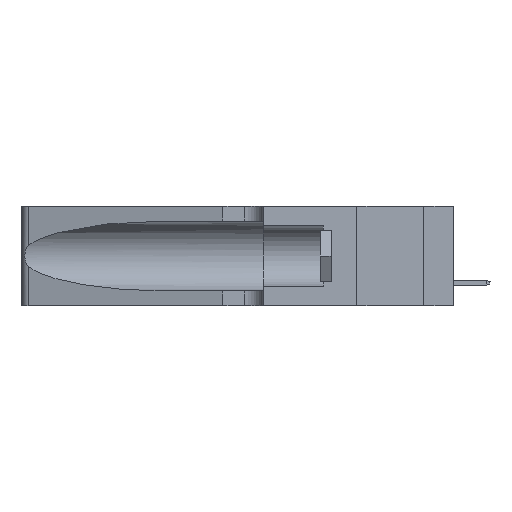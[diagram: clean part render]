
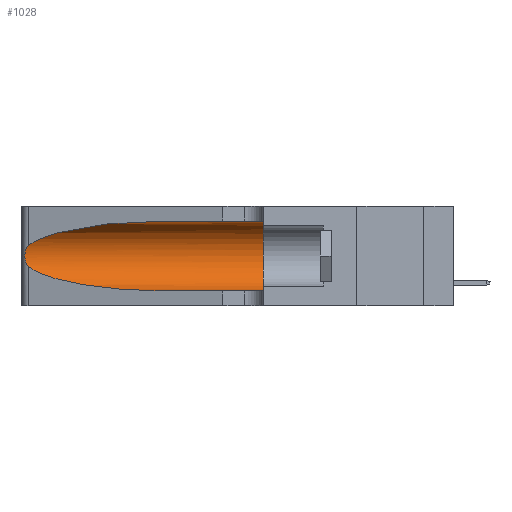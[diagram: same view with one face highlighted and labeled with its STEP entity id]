
A CAD part, left-side view. The second image highlights one B-rep face of the part: STEP entity #1028.
In plain terms, the highlighted cylindrical face has radius 3.308 mm (diameter 6.617 mm), a partial arc.
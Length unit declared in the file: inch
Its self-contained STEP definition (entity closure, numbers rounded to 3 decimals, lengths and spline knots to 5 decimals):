
#966 = CARTESIAN_POINT ( 'NONE',  ( 0.18966, 0.96281, 0.31525 ) ) ;
#1006 = CARTESIAN_POINT ( 'NONE',  ( 0.25555, 1.22993, 0.14849 ) ) ;
#1028 = ADVANCED_FACE ( 'NONE', ( #14531 ), #5042, .F. ) ;
#1523 = CARTESIAN_POINT ( 'NONE',  ( 0.25487, 1.22718, 0.14631 ) ) ;
#1845 = EDGE_CURVE ( 'NONE', #16263, #11227, #24601, .T. ) ;
#1923 = EDGE_LOOP ( 'NONE', ( #20527, #27925, #25372, #22171, #2022, #23635 ) ) ;
#2022 = ORIENTED_EDGE ( 'NONE', *, *, #22745, .F. ) ;
#2151 = DIRECTION ( 'NONE',  ( 0., -1., 0. ) ) ;
#2231 = CARTESIAN_POINT ( 'NONE',  ( 0.1305, 0.72297, 0.05475 ) ) ;
#2992 = CARTESIAN_POINT ( 'NONE',  ( 0.26018, 1.23835, 0.19895 ) ) ;
#4217 = CARTESIAN_POINT ( 'NONE',  ( 0.25487, 1.22718, 0.22369 ) ) ;
#4954 = CIRCLE ( 'NONE', #16435, 0.13025 ) ;
#5026 = CARTESIAN_POINT ( 'NONE',  ( 0.1305, 0.35, 0.05475 ) ) ;
#5042 = CYLINDRICAL_SURFACE ( 'NONE', #17925, 0.13025 ) ;
#5488 = CARTESIAN_POINT ( 'NONE',  ( 0.25487, 1.22718, 0.22369 ) ) ;
#5595 = CARTESIAN_POINT ( 'NONE',  ( 0.26017, 1.23833, 0.17102 ) ) ;
#5743 = CARTESIAN_POINT ( 'NONE',  ( 0.26075, 1.23896, 0.178 ) ) ;
#8450 = DIRECTION ( 'NONE',  ( 0., 1., 0. ) ) ;
#8860 = CARTESIAN_POINT ( 'NONE',  ( 0.1305, 1.61858, 0.05475 ) ) ;
#9577 = CARTESIAN_POINT ( 'NONE',  ( 0.2373, 1.15595, 0.08982 ) ) ;
#11227 = VERTEX_POINT ( 'NONE', #21311 ) ;
#11737 = CARTESIAN_POINT ( 'NONE',  ( 0.2373, 1.15595, 0.28018 ) ) ;
#12072 = CARTESIAN_POINT ( 'NONE',  ( 0.1305, 1.61858, 0.185 ) ) ;
#12407 = DIRECTION ( 'NONE',  ( 0., -1., 0. ) ) ;
#12595 = CARTESIAN_POINT ( 'NONE',  ( 0.1305, 1.61858, 0.31525 ) ) ;
#12784 = CARTESIAN_POINT ( 'NONE',  ( 0.25487, 1.22718, 0.14631 ) ) ;
#13074 = VERTEX_POINT ( 'NONE', #1523 ) ;
#13262 = CARTESIAN_POINT ( 'NONE',  ( 0.25789, 1.23486, 0.15765 ) ) ;
#13429 = CARTESIAN_POINT ( 'NONE',  ( 0.25854, 1.2359, 0.20912 ) ) ;
#14531 = FACE_OUTER_BOUND ( 'NONE', #1923, .T. ) ;
#15164 = EDGE_CURVE ( 'NONE', #16263, #25359, #15225, .T. ) ;
#15225 =( BOUNDED_CURVE ( )  B_SPLINE_CURVE ( 3, ( #23253, #966, #11737, #4217 ),
 .UNSPECIFIED., .F., .T. ) 
 B_SPLINE_CURVE_WITH_KNOTS ( ( 4, 4 ),
 ( 1.5708, 2.84003 ),
 .UNSPECIFIED. ) 
 CURVE ( )  GEOMETRIC_REPRESENTATION_ITEM ( )  RATIONAL_B_SPLINE_CURVE ( ( 1., 0.87, 0.87, 1. ) ) 
 REPRESENTATION_ITEM ( '' )  );
#15365 = CARTESIAN_POINT ( 'NONE',  ( 0.1305, 0.72297, 0.05475 ) ) ;
#15793 = CARTESIAN_POINT ( 'NONE',  ( 0.1305, 0.35, 0.185 ) ) ;
#15855 = CARTESIAN_POINT ( 'NONE',  ( 0.25555, 1.22994, 0.2215 ) ) ;
#16263 = VERTEX_POINT ( 'NONE', #20509 ) ;
#16399 = VECTOR ( 'NONE', #22470, 39.37008 ) ;
#16435 = AXIS2_PLACEMENT_3D ( 'NONE', #15793, #8450, #18222 ) ;
#17100 = DIRECTION ( 'NONE',  ( 0., 0., -1. ) ) ;
#17925 = AXIS2_PLACEMENT_3D ( 'NONE', #12072, #12407, #17100 ) ;
#18126 = CARTESIAN_POINT ( 'NONE',  ( 0.25487, 1.22718, 0.22369 ) ) ;
#18222 = DIRECTION ( 'NONE',  ( 0., 0., 1. ) ) ;
#19287 = VERTEX_POINT ( 'NONE', #15365 ) ;
#20478 = EDGE_CURVE ( 'NONE', #19287, #29868, #31112, .T. ) ;
#20509 = CARTESIAN_POINT ( 'NONE',  ( 0.1305, 0.72297, 0.31525 ) ) ;
#20527 = ORIENTED_EDGE ( 'NONE', *, *, #15164, .T. ) ;
#21311 = CARTESIAN_POINT ( 'NONE',  ( 0.1305, 0.35, 0.31525 ) ) ;
#22171 = ORIENTED_EDGE ( 'NONE', *, *, #20478, .T. ) ;
#22470 = DIRECTION ( 'NONE',  ( 0., -1., 0. ) ) ;
#22745 = EDGE_CURVE ( 'NONE', #11227, #29868, #4954, .T. ) ;
#23102 =( BOUNDED_CURVE ( )  B_SPLINE_CURVE ( 3, ( #31822, #9577, #24694, #2231 ),
 .UNSPECIFIED., .F., .F. ) 
 B_SPLINE_CURVE_WITH_KNOTS ( ( 4, 4 ),
 ( 3.44316, 4.71239 ),
 .UNSPECIFIED. ) 
 CURVE ( )  GEOMETRIC_REPRESENTATION_ITEM ( )  RATIONAL_B_SPLINE_CURVE ( ( 1., 0.87, 0.87, 1. ) ) 
 REPRESENTATION_ITEM ( '' )  );
#23253 = CARTESIAN_POINT ( 'NONE',  ( 0.1305, 0.72297, 0.31525 ) ) ;
#23635 = ORIENTED_EDGE ( 'NONE', *, *, #1845, .F. ) ;
#23845 = B_SPLINE_CURVE_WITH_KNOTS ( 'NONE', 3,
 ( #18126, #15855, #25415, #28014, #13429, #2992, #25575, #5743, #5595, #27690, #13262, #27855, #1006, #12784 ),
 .UNSPECIFIED., .F., .F.,
 ( 4, 2, 2, 2, 2, 2, 4 ),
 ( 0., 0.00027, 0.00053, 0.00107, 0.0016, 0.00187, 0.00214 ),
 .UNSPECIFIED. ) ;
#24601 = LINE ( 'NONE', #12595, #16399 ) ;
#24694 = CARTESIAN_POINT ( 'NONE',  ( 0.18966, 0.96281, 0.05475 ) ) ;
#25359 = VERTEX_POINT ( 'NONE', #5488 ) ;
#25372 = ORIENTED_EDGE ( 'NONE', *, *, #26419, .T. ) ;
#25415 = CARTESIAN_POINT ( 'NONE',  ( 0.25639, 1.23184, 0.21858 ) ) ;
#25575 = CARTESIAN_POINT ( 'NONE',  ( 0.26075, 1.23896, 0.19203 ) ) ;
#26419 = EDGE_CURVE ( 'NONE', #13074, #19287, #23102, .T. ) ;
#27690 = CARTESIAN_POINT ( 'NONE',  ( 0.25856, 1.23593, 0.16098 ) ) ;
#27855 = CARTESIAN_POINT ( 'NONE',  ( 0.25639, 1.23186, 0.15144 ) ) ;
#27925 = ORIENTED_EDGE ( 'NONE', *, *, #28790, .T. ) ;
#28014 = CARTESIAN_POINT ( 'NONE',  ( 0.25787, 1.23484, 0.2124 ) ) ;
#28790 = EDGE_CURVE ( 'NONE', #25359, #13074, #23845, .T. ) ;
#29320 = VECTOR ( 'NONE', #2151, 39.37008 ) ;
#29868 = VERTEX_POINT ( 'NONE', #5026 ) ;
#31112 = LINE ( 'NONE', #8860, #29320 ) ;
#31822 = CARTESIAN_POINT ( 'NONE',  ( 0.25487, 1.22718, 0.14631 ) ) ;
